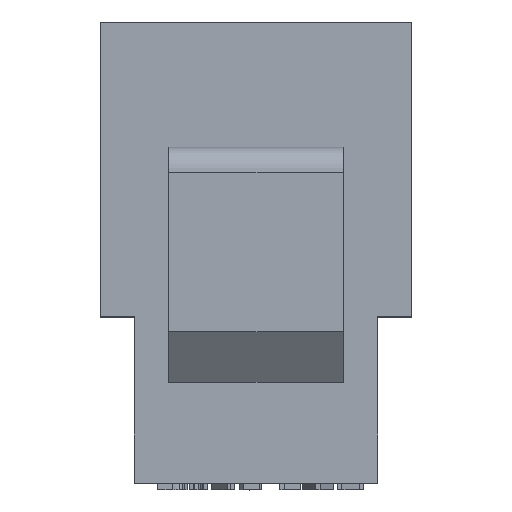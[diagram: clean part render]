
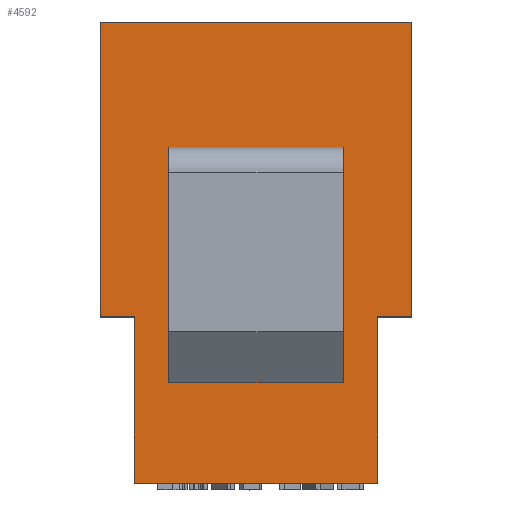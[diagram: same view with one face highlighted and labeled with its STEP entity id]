
A CAD part, top view. The second image highlights one B-rep face of the part: STEP entity #4592.
In plain terms, the highlighted face is planar.
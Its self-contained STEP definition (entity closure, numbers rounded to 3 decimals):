
#156=FACE_BOUND('',#661,.T.);
#415=FACE_OUTER_BOUND('',#660,.T.);
#660=EDGE_LOOP('',(#3689,#3690,#3691,#3692,#3693,#3694,#3695,#3696));
#661=EDGE_LOOP('',(#3697,#3698,#3699,#3700));
#1002=LINE('',#7246,#1563);
#1045=LINE('',#7344,#1606);
#1048=LINE('',#7349,#1609);
#1050=LINE('',#7353,#1611);
#1051=LINE('',#7355,#1612);
#1052=LINE('',#7358,#1613);
#1053=LINE('',#7360,#1614);
#1054=LINE('',#7362,#1615);
#1055=LINE('',#7364,#1616);
#1056=LINE('',#7366,#1617);
#1057=LINE('',#7368,#1618);
#1058=LINE('',#7369,#1619);
#1563=VECTOR('',#5288,1000.);
#1606=VECTOR('',#5361,10.);
#1609=VECTOR('',#5366,10.);
#1611=VECTOR('',#5370,10.);
#1612=VECTOR('',#5373,10.);
#1613=VECTOR('',#5376,1000.);
#1614=VECTOR('',#5377,1000.);
#1615=VECTOR('',#5378,1000.);
#1616=VECTOR('',#5379,10.);
#1617=VECTOR('',#5380,10.);
#1618=VECTOR('',#5381,1000.);
#1619=VECTOR('',#5382,1000.);
#2102=VERTEX_POINT('',#7240);
#2104=VERTEX_POINT('',#7244);
#2143=VERTEX_POINT('',#7341);
#2144=VERTEX_POINT('',#7343);
#2145=VERTEX_POINT('',#7347);
#2146=VERTEX_POINT('',#7351);
#2147=VERTEX_POINT('',#7357);
#2148=VERTEX_POINT('',#7359);
#2149=VERTEX_POINT('',#7361);
#2150=VERTEX_POINT('',#7363);
#2151=VERTEX_POINT('',#7365);
#2152=VERTEX_POINT('',#7367);
#2644=EDGE_CURVE('',#2102,#2104,#1002,.T.);
#2691=EDGE_CURVE('',#2144,#2143,#1045,.T.);
#2694=EDGE_CURVE('',#2145,#2144,#1048,.T.);
#2696=EDGE_CURVE('',#2146,#2145,#1050,.T.);
#2697=EDGE_CURVE('',#2143,#2146,#1051,.T.);
#2698=EDGE_CURVE('',#2147,#2104,#1052,.T.);
#2699=EDGE_CURVE('',#2147,#2148,#1053,.T.);
#2700=EDGE_CURVE('',#2149,#2148,#1054,.T.);
#2701=EDGE_CURVE('',#2149,#2150,#1055,.T.);
#2702=EDGE_CURVE('',#2151,#2150,#1056,.T.);
#2703=EDGE_CURVE('',#2152,#2151,#1057,.T.);
#2704=EDGE_CURVE('',#2152,#2102,#1058,.T.);
#3689=ORIENTED_EDGE('',*,*,#2698,.F.);
#3690=ORIENTED_EDGE('',*,*,#2699,.T.);
#3691=ORIENTED_EDGE('',*,*,#2700,.F.);
#3692=ORIENTED_EDGE('',*,*,#2701,.T.);
#3693=ORIENTED_EDGE('',*,*,#2702,.F.);
#3694=ORIENTED_EDGE('',*,*,#2703,.F.);
#3695=ORIENTED_EDGE('',*,*,#2704,.T.);
#3696=ORIENTED_EDGE('',*,*,#2644,.T.);
#3697=ORIENTED_EDGE('',*,*,#2691,.T.);
#3698=ORIENTED_EDGE('',*,*,#2697,.T.);
#3699=ORIENTED_EDGE('',*,*,#2696,.T.);
#3700=ORIENTED_EDGE('',*,*,#2694,.T.);
#4359=PLANE('',#4801);
#4592=ADVANCED_FACE('',(#415,#156),#4359,.T.);
#4801=AXIS2_PLACEMENT_3D('',#7356,#5374,#5375);
#5288=DIRECTION('',(0.,0.,-1.));
#5361=DIRECTION('',(1.,0.,0.));
#5366=DIRECTION('',(0.,0.,1.));
#5370=DIRECTION('',(-1.,0.,0.));
#5373=DIRECTION('',(0.,0.,-1.));
#5374=DIRECTION('center_axis',(0.,-1.,0.));
#5375=DIRECTION('ref_axis',(0.,0.,-1.));
#5376=DIRECTION('',(-1.,0.,0.));
#5377=DIRECTION('',(0.,0.,-1.));
#5378=DIRECTION('',(-1.,0.,0.));
#5379=DIRECTION('',(0.,0.,1.));
#5380=DIRECTION('',(1.,0.,0.));
#5381=DIRECTION('',(0.,0.,1.));
#5382=DIRECTION('',(-1.,0.,0.));
#7240=CARTESIAN_POINT('',(10.,9.87,14.5));
#7244=CARTESIAN_POINT('',(10.,9.87,0.01));
#7246=CARTESIAN_POINT('',(10.,9.87,0.));
#7341=CARTESIAN_POINT('',(30.,9.87,12.455));
#7343=CARTESIAN_POINT('',(26.5,9.87,12.455));
#7344=CARTESIAN_POINT('',(23.21,9.87,12.455));
#7347=CARTESIAN_POINT('',(26.5,9.87,2.055));
#7349=CARTESIAN_POINT('',(26.5,9.87,1.032));
#7351=CARTESIAN_POINT('',(30.,9.87,2.055));
#7353=CARTESIAN_POINT('',(23.21,9.87,2.055));
#7355=CARTESIAN_POINT('',(30.,9.87,1.032));
#7356=CARTESIAN_POINT('Origin',(19.92,9.87,0.01));
#7357=CARTESIAN_POINT('',(19.92,9.87,0.01));
#7358=CARTESIAN_POINT('',(0.,9.87,0.01));
#7359=CARTESIAN_POINT('',(19.92,9.87,-2.02));
#7360=CARTESIAN_POINT('',(19.92,9.87,0.01));
#7361=CARTESIAN_POINT('',(37.46,9.87,-2.02));
#7362=CARTESIAN_POINT('',(0.,9.87,-2.02));
#7363=CARTESIAN_POINT('',(37.46,9.87,16.53));
#7364=CARTESIAN_POINT('',(37.46,9.87,14.5));
#7365=CARTESIAN_POINT('',(19.92,9.87,16.53));
#7366=CARTESIAN_POINT('',(22.42,9.87,16.53));
#7367=CARTESIAN_POINT('',(19.92,9.87,14.5));
#7368=CARTESIAN_POINT('',(19.92,9.87,14.5));
#7369=CARTESIAN_POINT('',(0.,9.87,14.5));
